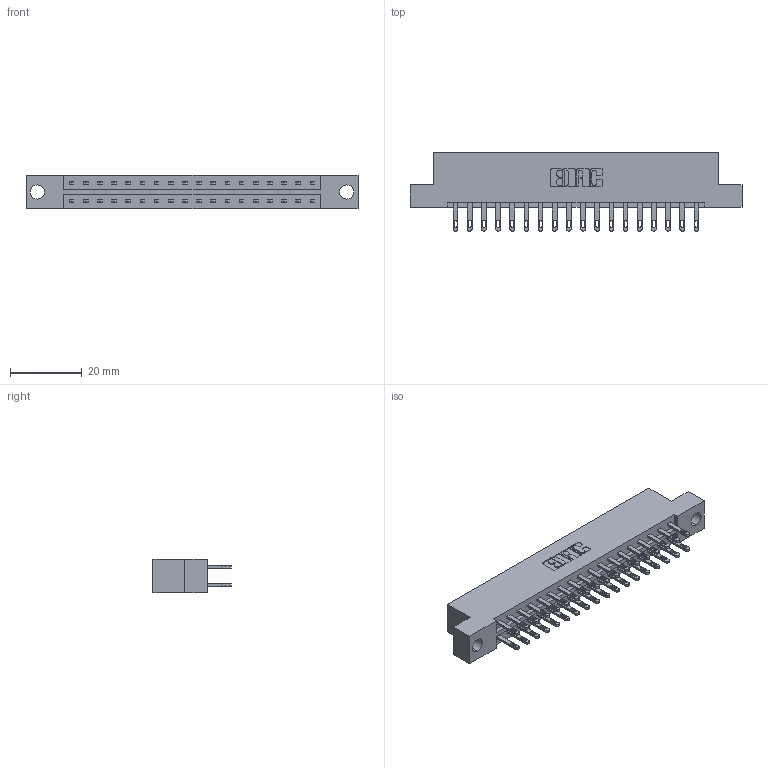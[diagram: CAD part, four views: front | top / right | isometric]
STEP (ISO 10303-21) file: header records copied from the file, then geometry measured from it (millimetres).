
FILE_DESCRIPTION (( 'STEP AP203' ), '1' );
FILE_NAME ('833-036-500-204.STEP', '2020-06-03T01:24:51', ( '' ), ( '' ), 'SwSTEP 2.0', 'SolidWorks 2020', '' );
FILE_SCHEMA (( 'CONFIG_CONTROL_DESIGN' ));
Length unit declared in the file: inch
Products named in the file (3): 345-292-001_345-293-100; 833-036-500-204; 833 Part_Flush - .156 Dia - TH
Assembly tree (37 placements, depth 2):
  833-036-500-204
    833 Part_Flush - .156 Dia - TH
    345-292-001_345-293-100  x36
Bounding box: 92.86 x 21.85 x 9.4 mm (x, y, z)
Volume: 9278.4 mm3; surface area: 10907.1 mm2
Topology: 37 solids, 37 shells, 1842 faces, 5603 edges, 3734 vertices
Faces by surface type: plane 1150, cylinder 692
Entity records: 14617 total; most frequent: CARTESIAN_POINT 2450, ORIENTED_EDGE 2386, DIRECTION 2137, EDGE_CURVE 1193, LINE 1061, VECTOR 1061, VERTEX_POINT 794, AXIS2_PLACEMENT_3D 538
